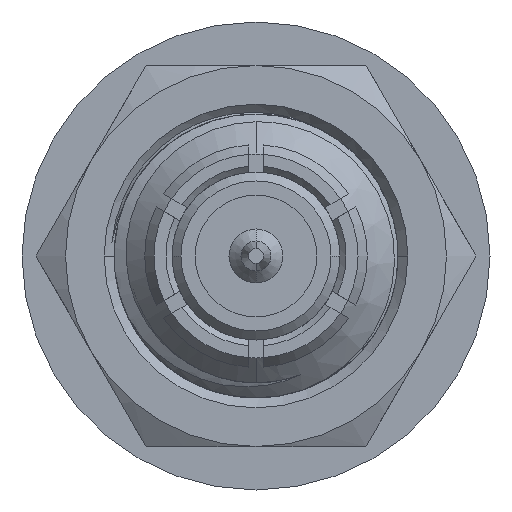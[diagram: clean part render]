
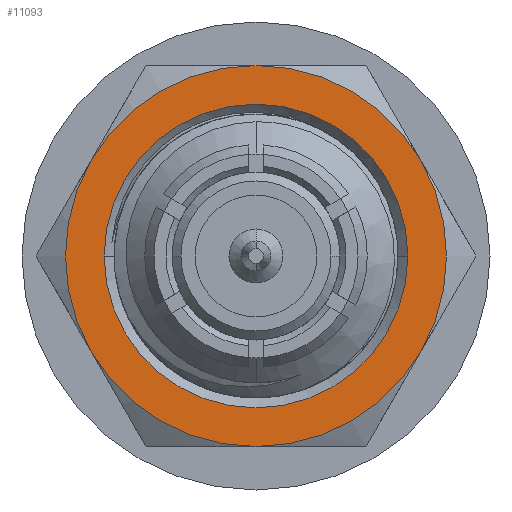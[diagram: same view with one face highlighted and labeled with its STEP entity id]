
A CAD part, left-side view. The second image highlights one B-rep face of the part: STEP entity #11093.
In plain terms, the highlighted planar face has unit normal (-1, 0, 0).
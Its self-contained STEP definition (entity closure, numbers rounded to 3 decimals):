
#10508=CARTESIAN_POINT('',(6.731,3.5,-3.175));
#10509=DIRECTION('',(1.,0.,0.));
#10510=DIRECTION('',(0.,0.866,0.5));
#10511=AXIS2_PLACEMENT_3D('',#10508,#10509,#10510);
#10513=CARTESIAN_POINT('',(6.731,3.5,-3.175));
#10514=DIRECTION('',(1.,0.,0.));
#10515=DIRECTION('',(0.,0.,1.));
#10516=AXIS2_PLACEMENT_3D('',#10513,#10514,#10515);
#10518=CARTESIAN_POINT('',(6.731,3.5,-3.175));
#10519=DIRECTION('',(1.,0.,0.));
#10520=DIRECTION('',(0.,-0.866,-0.5));
#10521=AXIS2_PLACEMENT_3D('',#10518,#10519,#10520);
#10523=CARTESIAN_POINT('',(6.731,3.5,-3.175));
#10524=DIRECTION('',(1.,0.,0.));
#10525=DIRECTION('',(0.,0.,-1.));
#10526=AXIS2_PLACEMENT_3D('',#10523,#10524,#10525);
#10560=CARTESIAN_POINT('',(6.731,3.5,-3.175));
#10561=DIRECTION('',(-1.,0.,0.));
#10562=DIRECTION('',(0.,1.,0.));
#10563=AXIS2_PLACEMENT_3D('',#10560,#10561,#10562);
#10579=CARTESIAN_POINT('',(6.731,3.5,-3.175));
#10580=DIRECTION('',(-1.,0.,0.));
#10581=DIRECTION('',(0.,-1.,0.));
#10582=AXIS2_PLACEMENT_3D('',#10579,#10580,#10581);
#10622=CARTESIAN_POINT('',(6.731,3.5,-3.175));
#10623=DIRECTION('',(-1.,0.,0.));
#10624=DIRECTION('',(0.,0.866,0.5));
#10625=AXIS2_PLACEMENT_3D('',#10622,#10623,#10624);
#10956=CARTESIAN_POINT('',(6.731,3.5,-3.175));
#10957=DIRECTION('',(-1.,0.,0.));
#10958=DIRECTION('',(0.,-0.866,-0.5));
#10959=AXIS2_PLACEMENT_3D('',#10956,#10957,#10958);
#11005=CARTESIAN_POINT('',(6.731,0.969,-3.175));
#11006=CARTESIAN_POINT('',(6.731,6.031,-3.175));
#11007=VERTEX_POINT('',#11005);
#11008=VERTEX_POINT('',#11006);
#11009=CARTESIAN_POINT('',(6.731,6.25,-1.587));
#11010=CARTESIAN_POINT('',(6.731,3.5,0.));
#11011=VERTEX_POINT('',#11009);
#11012=VERTEX_POINT('',#11010);
#11013=CARTESIAN_POINT('',(6.731,0.75,-1.587));
#11014=VERTEX_POINT('',#11013);
#11015=CARTESIAN_POINT('',(6.731,0.75,-4.763));
#11016=CARTESIAN_POINT('',(6.731,3.5,-6.35));
#11017=VERTEX_POINT('',#11015);
#11018=VERTEX_POINT('',#11016);
#11019=CARTESIAN_POINT('',(6.731,6.25,-4.763));
#11020=VERTEX_POINT('',#11019);
#11068=CARTESIAN_POINT('',(6.731,3.5,-3.175));
#11069=DIRECTION('',(1.,0.,0.));
#11070=DIRECTION('',(0.,-1.,0.));
#11071=AXIS2_PLACEMENT_3D('',#11068,#11069,#11070);
#11072=PLANE('',#11071);
#11074=ORIENTED_EDGE('',*,*,#11073,.F.);
#11076=ORIENTED_EDGE('',*,*,#11075,.T.);
#11078=ORIENTED_EDGE('',*,*,#11077,.T.);
#11080=ORIENTED_EDGE('',*,*,#11079,.F.);
#11082=ORIENTED_EDGE('',*,*,#11081,.T.);
#11084=ORIENTED_EDGE('',*,*,#11083,.T.);
#11085=EDGE_LOOP('',(#11074,#11076,#11078,#11080,#11082,#11084));
#11086=FACE_OUTER_BOUND('',#11085,.F.);
#11088=ORIENTED_EDGE('',*,*,#11087,.T.);
#11090=ORIENTED_EDGE('',*,*,#11089,.T.);
#11091=EDGE_LOOP('',(#11088,#11090));
#11092=FACE_BOUND('',#11091,.F.);
#10512=CIRCLE('',#10511,3.175);
#10517=CIRCLE('',#10516,3.175);
#10522=CIRCLE('',#10521,3.175);
#10527=CIRCLE('',#10526,3.175);
#10564=CIRCLE('',#10563,2.531);
#10583=CIRCLE('',#10582,2.531);
#10626=CIRCLE('',#10625,3.175);
#10960=CIRCLE('',#10959,3.175);
#11073=EDGE_CURVE('',#11011,#11020,#10626,.T.);
#11075=EDGE_CURVE('',#11011,#11012,#10512,.T.);
#11077=EDGE_CURVE('',#11012,#11014,#10517,.T.);
#11079=EDGE_CURVE('',#11017,#11014,#10960,.T.);
#11081=EDGE_CURVE('',#11017,#11018,#10522,.T.);
#11083=EDGE_CURVE('',#11018,#11020,#10527,.T.);
#11087=EDGE_CURVE('',#11008,#11007,#10564,.T.);
#11089=EDGE_CURVE('',#11007,#11008,#10583,.T.);
#11093=ADVANCED_FACE('',(#11086,#11092),#11072,.F.);
